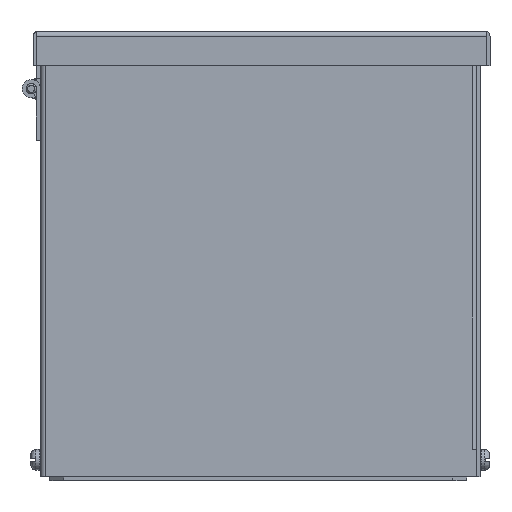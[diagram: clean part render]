
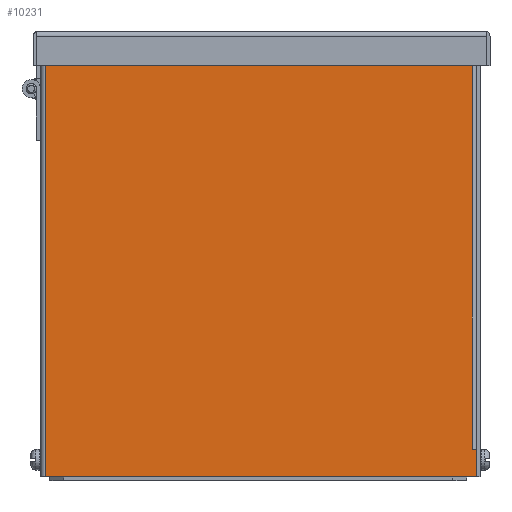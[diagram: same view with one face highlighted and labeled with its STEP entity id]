
A CAD part, front view. The second image highlights one B-rep face of the part: STEP entity #10231.
In plain terms, the highlighted planar face has unit normal (0, -1, 0).
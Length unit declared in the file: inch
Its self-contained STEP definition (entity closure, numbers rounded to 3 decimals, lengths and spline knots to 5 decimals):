
#58 = VECTOR ( 'NONE', #14000, 39.37008 ) ;
#107 = VECTOR ( 'NONE', #6939, 39.37008 ) ;
#607 = ORIENTED_EDGE ( 'NONE', *, *, #9165, .T. ) ;
#624 = LINE ( 'NONE', #17828, #21875 ) ;
#941 = DIRECTION ( 'NONE',  ( -1., 0., 0. ) ) ;
#1375 = ORIENTED_EDGE ( 'NONE', *, *, #2155, .T. ) ;
#1818 = VERTEX_POINT ( 'NONE', #26051 ) ;
#2155 = EDGE_CURVE ( 'NONE', #20596, #11224, #11993, .T. ) ;
#2912 = CARTESIAN_POINT ( 'NONE',  ( 3.5315, -5., 7.514 ) ) ;
#3148 = EDGE_CURVE ( 'NONE', #20596, #24829, #13874, .T. ) ;
#4128 = DIRECTION ( 'NONE',  ( 0., 0., 1. ) ) ;
#4576 = CARTESIAN_POINT ( 'NONE',  ( 3.5315, -5., 7.454 ) ) ;
#4856 = CARTESIAN_POINT ( 'NONE',  ( -3.9055, -5., 7.514 ) ) ;
#5099 = LINE ( 'NONE', #4856, #107 ) ;
#5269 = CARTESIAN_POINT ( 'NONE',  ( 3.9805, -5., 0.01392 ) ) ;
#5893 = VECTOR ( 'NONE', #18870, 39.37008 ) ;
#6894 = VERTEX_POINT ( 'NONE', #4576 ) ;
#6939 = DIRECTION ( 'NONE',  ( -1., 0., 0. ) ) ;
#7245 = LINE ( 'NONE', #14232, #12243 ) ;
#7854 = ORIENTED_EDGE ( 'NONE', *, *, #3148, .F. ) ;
#8281 = CARTESIAN_POINT ( 'NONE',  ( -3.9155, -5., 0.01392 ) ) ;
#8539 = CARTESIAN_POINT ( 'NONE',  ( 3.8945, -5., 0.014 ) ) ;
#8837 = FACE_OUTER_BOUND ( 'NONE', #24833, .T. ) ;
#9165 = EDGE_CURVE ( 'NONE', #11224, #27526, #7245, .T. ) ;
#9499 = VECTOR ( 'NONE', #12791, 39.37008 ) ;
#9703 = CARTESIAN_POINT ( 'NONE',  ( -3.9055, -5., -0.486 ) ) ;
#9760 = EDGE_CURVE ( 'NONE', #22593, #6894, #624, .T. ) ;
#10025 = ORIENTED_EDGE ( 'NONE', *, *, #9760, .T. ) ;
#10126 = CARTESIAN_POINT ( 'NONE',  ( -3.8765, -5., -0.486 ) ) ;
#10167 = LINE ( 'NONE', #15291, #9499 ) ;
#10231 = ADVANCED_FACE ( 'NONE', ( #8837 ), #11086, .T. ) ;
#10471 = EDGE_CURVE ( 'NONE', #27526, #1818, #13773, .T. ) ;
#11086 = PLANE ( 'NONE',  #26299 ) ;
#11224 = VERTEX_POINT ( 'NONE', #11489 ) ;
#11489 = CARTESIAN_POINT ( 'NONE',  ( 3.9805, -5., -0.486 ) ) ;
#11915 = DIRECTION ( 'NONE',  ( 1., 0., 0. ) ) ;
#11993 = LINE ( 'NONE', #9703, #58 ) ;
#12243 = VECTOR ( 'NONE', #14139, 39.37008 ) ;
#12519 = CARTESIAN_POINT ( 'NONE',  ( 3.8945, -5., 7.514 ) ) ;
#12769 = DIRECTION ( 'NONE',  ( 0., 0., 1. ) ) ;
#12791 = DIRECTION ( 'NONE',  ( 0., 0., 1. ) ) ;
#13410 = CARTESIAN_POINT ( 'NONE',  ( 3.5315, -5., 7.514 ) ) ;
#13773 = LINE ( 'NONE', #8281, #26202 ) ;
#13874 = LINE ( 'NONE', #10126, #22900 ) ;
#14000 = DIRECTION ( 'NONE',  ( 1., 0., 0. ) ) ;
#14019 = VERTEX_POINT ( 'NONE', #8539 ) ;
#14139 = DIRECTION ( 'NONE',  ( 0., 0., 1. ) ) ;
#14232 = CARTESIAN_POINT ( 'NONE',  ( 3.9805, -5., 7.514 ) ) ;
#14384 = ORIENTED_EDGE ( 'NONE', *, *, #21725, .T. ) ;
#15291 = CARTESIAN_POINT ( 'NONE',  ( 3.8945, -5., 0.01392 ) ) ;
#15426 = ORIENTED_EDGE ( 'NONE', *, *, #20450, .T. ) ;
#15545 = LINE ( 'NONE', #2912, #22248 ) ;
#15934 = DIRECTION ( 'NONE',  ( 0., -1., 0. ) ) ;
#17198 = LINE ( 'NONE', #12519, #5893 ) ;
#17828 = CARTESIAN_POINT ( 'NONE',  ( -3.9155, -5., 7.454 ) ) ;
#18840 = EDGE_CURVE ( 'NONE', #6894, #26243, #15545, .T. ) ;
#18841 = CARTESIAN_POINT ( 'NONE',  ( -3.8765, -5., -0.486 ) ) ;
#18870 = DIRECTION ( 'NONE',  ( 0., 0., 1. ) ) ;
#18901 = ORIENTED_EDGE ( 'NONE', *, *, #18840, .T. ) ;
#20450 = EDGE_CURVE ( 'NONE', #26243, #24829, #5099, .T. ) ;
#20596 = VERTEX_POINT ( 'NONE', #18841 ) ;
#21477 = EDGE_CURVE ( 'NONE', #14019, #22593, #17198, .T. ) ;
#21725 = EDGE_CURVE ( 'NONE', #1818, #14019, #10167, .T. ) ;
#21875 = VECTOR ( 'NONE', #941, 39.37008 ) ;
#22248 = VECTOR ( 'NONE', #12769, 39.37008 ) ;
#22593 = VERTEX_POINT ( 'NONE', #24571 ) ;
#22730 = ORIENTED_EDGE ( 'NONE', *, *, #10471, .T. ) ;
#22761 = CARTESIAN_POINT ( 'NONE',  ( -3.8765, -5., 7.514 ) ) ;
#22900 = VECTOR ( 'NONE', #4128, 39.37008 ) ;
#23385 = DIRECTION ( 'NONE',  ( -1., 0., 0. ) ) ;
#24512 = ORIENTED_EDGE ( 'NONE', *, *, #21477, .T. ) ;
#24571 = CARTESIAN_POINT ( 'NONE',  ( 3.8945, -5., 7.454 ) ) ;
#24829 = VERTEX_POINT ( 'NONE', #22761 ) ;
#24833 = EDGE_LOOP ( 'NONE', ( #14384, #24512, #10025, #18901, #15426, #7854, #1375, #607, #22730 ) ) ;
#26051 = CARTESIAN_POINT ( 'NONE',  ( 3.8945, -5., 0.01392 ) ) ;
#26202 = VECTOR ( 'NONE', #23385, 39.37008 ) ;
#26243 = VERTEX_POINT ( 'NONE', #13410 ) ;
#26299 = AXIS2_PLACEMENT_3D ( 'NONE', #26622, #15934, #11915 ) ;
#26622 = CARTESIAN_POINT ( 'NONE',  ( -3.9155, -5., 7.514 ) ) ;
#27526 = VERTEX_POINT ( 'NONE', #5269 ) ;
